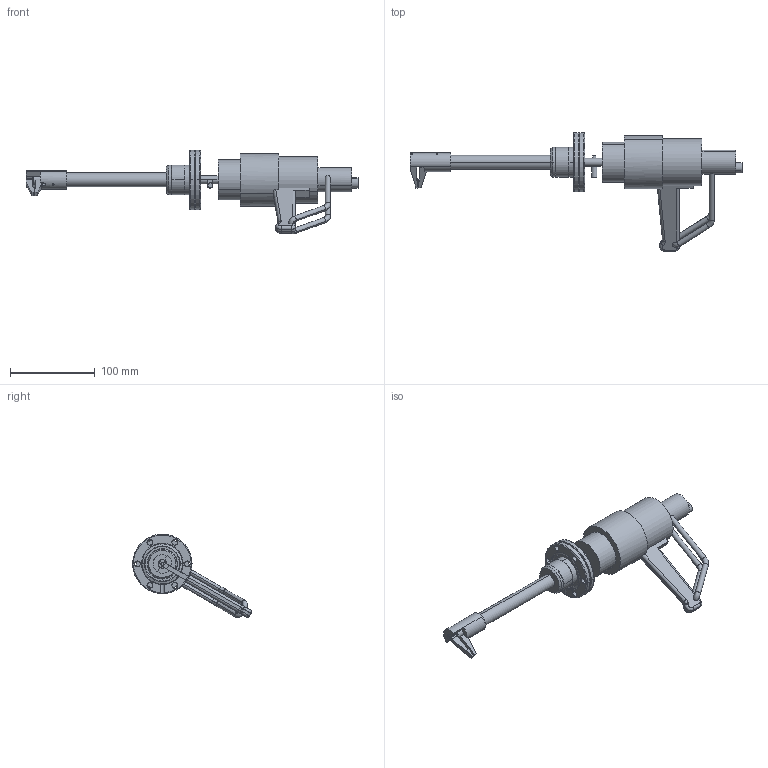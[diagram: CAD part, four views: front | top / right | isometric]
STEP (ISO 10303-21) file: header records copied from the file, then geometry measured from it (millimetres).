
FILE_DESCRIPTION((''),'2;1');
FILE_NAME('ZMH075P_ASM','2015-01-14T',('william.mackenzie'),(''),'PRO/ENGINEER BY PARAMETRIC TECHNOLOGY CORPORATION, 2014200','PRO/ENGINEER BY PARAMETRIC TECHNOLOGY CORPORATION, 2014200','');
FILE_SCHEMA(('CONFIG_CONTROL_DESIGN'));
Length unit declared in the file: millimetre
Products named in the file (1): ZMH075P_ASM
Bounding box: 390.84 x 139.72 x 98.48 mm (x, y, z)
Volume: 445563.8 mm3; surface area: 82102.4 mm2
Topology: 2 solids, 2 shells, 374 faces, 945 edges, 588 vertices
Faces by surface type: cylinder 151, plane 140, cone 40, torus 37, sphere 4, bspline 2
Entity records: 11780 total; most frequent: CARTESIAN_POINT 2495, DIRECTION 2066, ORIENTED_EDGE 1862, EDGE_CURVE 931, AXIS2_PLACEMENT_3D 822, VERTEX_POINT 585, CIRCLE 452, EDGE_LOOP 438
